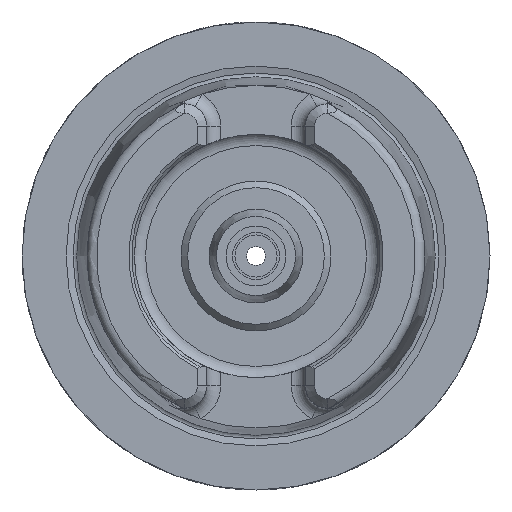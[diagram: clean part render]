
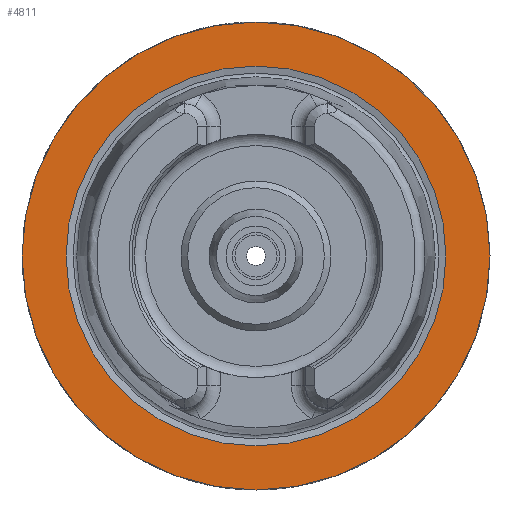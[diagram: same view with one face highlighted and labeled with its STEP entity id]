
A CAD part, left-side view. The second image highlights one B-rep face of the part: STEP entity #4811.
In plain terms, the highlighted planar face has unit normal (-1, 0, 0).
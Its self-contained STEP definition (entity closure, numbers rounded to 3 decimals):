
#4323=CARTESIAN_POINT('',(0.0,25.,0.0));
#4324=VERTEX_POINT('',#4323);
#4325=CARTESIAN_POINT('',(0.0,0.0,0.0));
#4326=DIRECTION('',(1.0,0.0,0.0));
#4327=DIRECTION('',(0.0,1.0,0.0));
#4328=AXIS2_PLACEMENT_3D('',#4325,#4326,#4327);
#4329=CIRCLE('',#4328,25.);
#4330=EDGE_CURVE('',#4324,#4324,#4329,.T.);
#4785=CARTESIAN_POINT('',(0.0,20.296,0.0));
#4786=VERTEX_POINT('',#4785);
#4787=CARTESIAN_POINT('',(0.0,0.0,0.0));
#4788=DIRECTION('',(1.0,0.0,0.0));
#4789=DIRECTION('',(0.0,1.0,0.0));
#4790=AXIS2_PLACEMENT_3D('',#4787,#4788,#4789);
#4791=CIRCLE('',#4790,20.296);
#4792=EDGE_CURVE('',#4786,#4786,#4791,.T.);
#4800=CARTESIAN_POINT('',(0.0,22.648,0.0));
#4801=DIRECTION('',(-1.0,0.0,0.0));
#4802=DIRECTION('',(0.0,0.0,1.0));
#4803=AXIS2_PLACEMENT_3D('',#4800,#4801,#4802);
#4804=PLANE('',#4803);
#4805=ORIENTED_EDGE('',*,*,#4330,.F.);
#4806=EDGE_LOOP('',(#4805));
#4807=FACE_OUTER_BOUND('',#4806,.T.);
#4808=ORIENTED_EDGE('',*,*,#4792,.T.);
#4809=EDGE_LOOP('',(#4808));
#4810=FACE_BOUND('',#4809,.T.);
#4811=ADVANCED_FACE('',(#4807,#4810),#4804,.T.);
